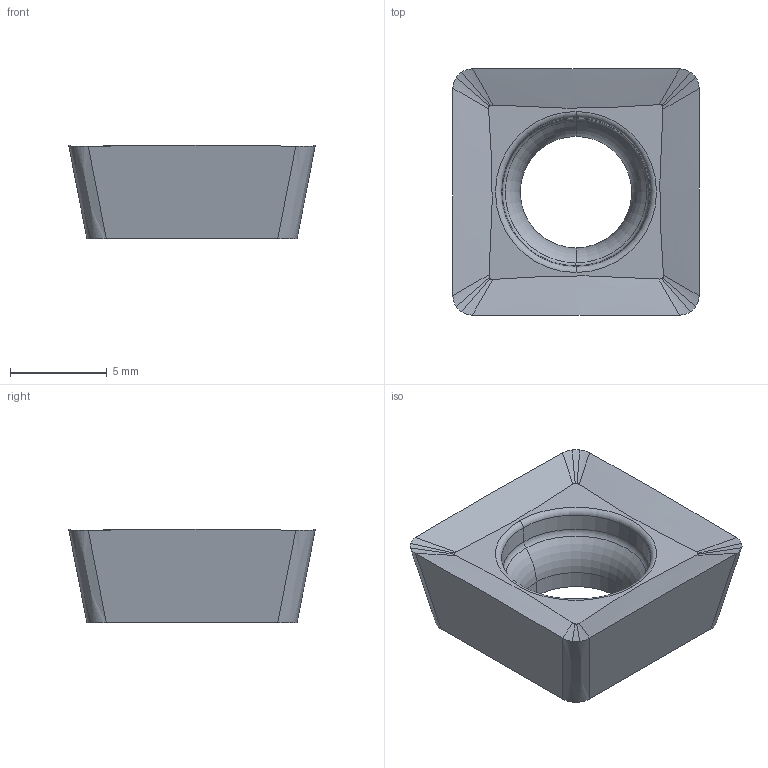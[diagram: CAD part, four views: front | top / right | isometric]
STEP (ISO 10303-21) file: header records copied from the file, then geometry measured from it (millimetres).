
FILE_DESCRIPTION((''),'2;1');
FILE_NAME('CUS_SPGX120410R-JMG','2020-06-24T',('tlyw05'),('PTC Japan'),'CREO PARAMETRIC BY PTC INC, 2016380','CREO PARAMETRIC BY PTC INC, 2016380','');
FILE_SCHEMA(('AUTOMOTIVE_DESIGN { 1 0 10303 214 1 1 1 1 }'));
Length unit declared in the file: millimetre
Products named in the file (1): CUS_SPGX120410R-JMG
Bounding box: 12.73 x 12.73 x 4.83 mm (x, y, z)
Volume: 450.6 mm3; surface area: 520.3 mm2
Topology: 1 solids, 1 shells, 41 faces, 97 edges, 59 vertices
Faces by surface type: bspline 20, torus 8, plane 7, cone 6
Entity records: 2713 total; most frequent: CARTESIAN_POINT 1495, ORIENTED_EDGE 192, DIRECTION 134, PRESENTATION_STYLE_ASSIGNMENT 100, STYLED_ITEM 100, CURVE_STYLE 99, EDGE_CURVE 96, VERTEX_POINT 58
